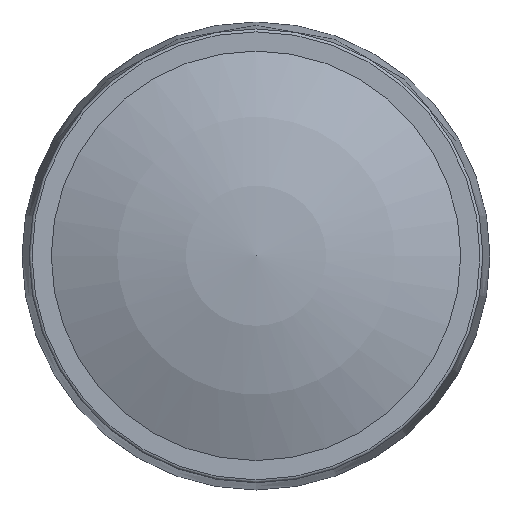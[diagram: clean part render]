
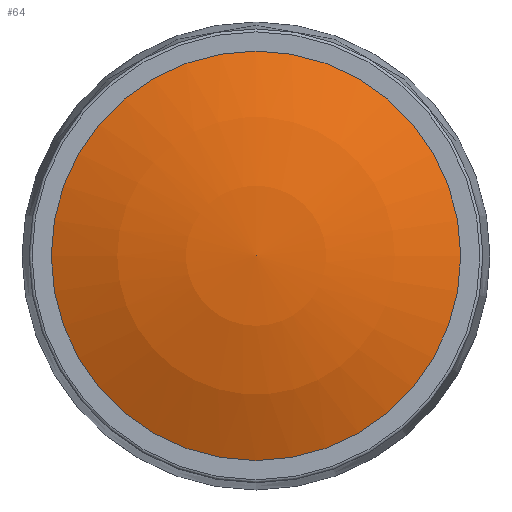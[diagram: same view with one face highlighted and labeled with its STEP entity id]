
A CAD part, top view. The second image highlights one B-rep face of the part: STEP entity #64.
In plain terms, the highlighted spherical face has radius 34.167 mm.
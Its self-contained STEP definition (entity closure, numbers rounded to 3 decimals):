
#64 = ADVANCED_FACE( '', ( #139 ), #140, .T. );
#139 = FACE_OUTER_BOUND( '', #217, .T. );
#140 = SPHERICAL_SURFACE( '', #218, 34.167 );
#217 = EDGE_LOOP( '', ( #311 ) );
#218 = AXIS2_PLACEMENT_3D( '', #312, #313, #314 );
#311 = ORIENTED_EDGE( '', *, *, #358, .T. );
#312 = CARTESIAN_POINT( '', ( 0., 0., -16.167 ) );
#313 = DIRECTION( '', ( 0., 0., 1. ) );
#314 = DIRECTION( '', ( 0., 1., 0. ) );
#358 = EDGE_CURVE( '', #398, #398, #399, .T. );
#398 = VERTEX_POINT( '', #450 );
#399 = CIRCLE( '', #451, 14. );
#450 = CARTESIAN_POINT( '', ( 0., -14., 15. ) );
#451 = AXIS2_PLACEMENT_3D( '', #504, #505, #506 );
#504 = CARTESIAN_POINT( '', ( 0., 0., 15. ) );
#505 = DIRECTION( '', ( 0., 0., 1. ) );
#506 = DIRECTION( '', ( 0., -1., 0. ) );
